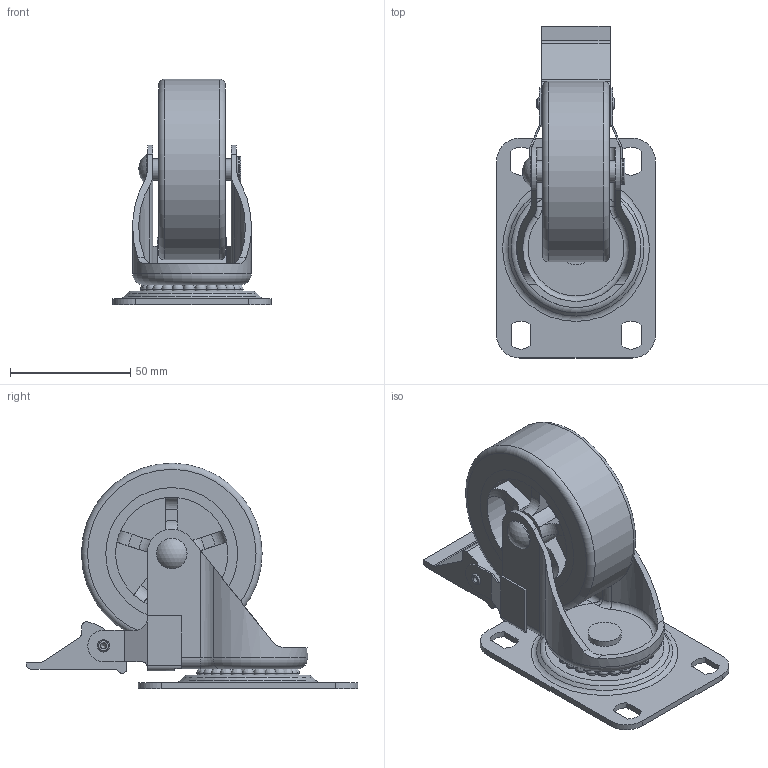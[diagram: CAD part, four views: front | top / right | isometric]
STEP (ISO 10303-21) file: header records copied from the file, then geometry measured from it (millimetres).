
FILE_DESCRIPTION(/* description */ (''),/* implementation_level */ '2;1');
FILE_NAME(/* name */ 'HFT 61855 Caster v10.step',/* time_stamp */ '2018-11-20T02:47:25-07:00',/* author */ ('TekineticsLLC'),/* organization */ (''),/* preprocessor_version */ 'ST-DEVELOPER v17.2',/* originating_system */ 'Autodesk Translation Framework v7.6.0.251',/* authorisation */ '');
FILE_SCHEMA (('AUTOMOTIVE_DESIGN { 1 0 10303 214 3 1 1 }'));
Length unit declared in the file: inch
Products named in the file (9): HFT 61855 Caster; 61855 Mounting Plate; 61855 Wheel Fork; 61855 Caster Wheel; 61855 King Piin; 61855  Axle Pin; 61855 Brake Bracket; 61855 Brake Pedal; 61855 Pedal Pin
Assembly tree (8 placements, depth 2):
  HFT 61855 Caster
    61855 Mounting Plate
    61855 Wheel Fork
    61855 Caster Wheel
    61855 King Piin
    61855  Axle Pin
    61855 Brake Bracket
    61855 Brake Pedal
    61855 Pedal Pin
Bounding box: 66.04 x 138.09 x 93.85 mm (x, y, z)
Volume: 149808.1 mm3; surface area: 68771.2 mm2
Topology: 9 solids, 9 shells, 323 faces, 811 edges, 539 vertices
Faces by surface type: plane 145, cylinder 109, torus 34, bspline 28, cone 6, sphere 1
Full cylindrical faces by diameter (mm): 3.81 x4, 4.762 x25, 8.89 x3, 9.525 x4, 10.922 x1, 12.7 x1, 13.843 x2, 54.864 x2, 75.184 x1
Entity records: 11573 total; most frequent: CARTESIAN_POINT 3243, DIRECTION 1814, ORIENTED_EDGE 1616, EDGE_CURVE 808, AXIS2_PLACEMENT_3D 747, VERTEX_POINT 539, CIRCLE 414, EDGE_LOOP 385
